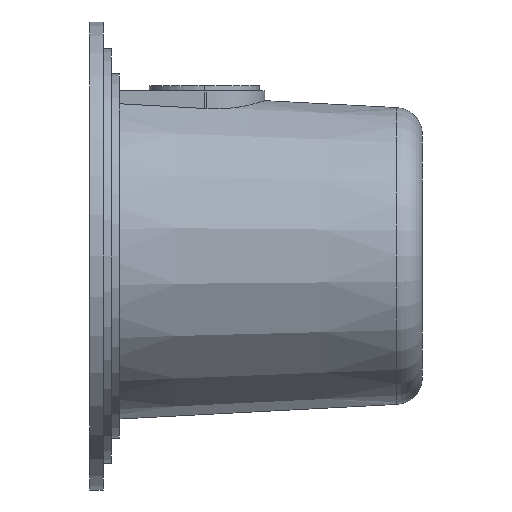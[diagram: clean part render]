
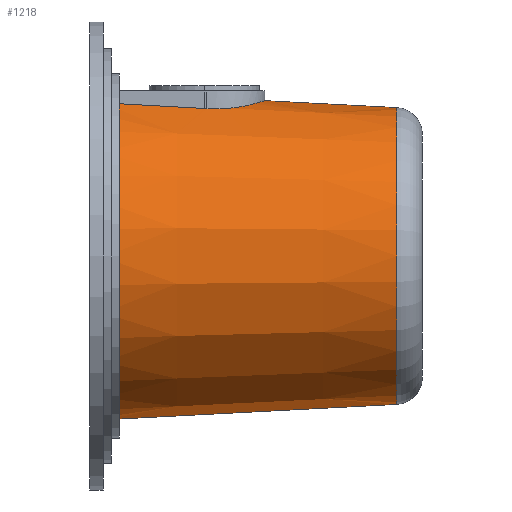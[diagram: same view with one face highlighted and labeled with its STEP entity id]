
A CAD part, left-side view. The second image highlights one B-rep face of the part: STEP entity #1218.
In plain terms, the highlighted conical face has half-angle 3 degrees and reference radius 60.549 mm.
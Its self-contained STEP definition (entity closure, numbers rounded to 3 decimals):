
#30 = AXIS2_PLACEMENT_3D ( 'NONE', #1861, #909, #2014 ) ;
#84 = CARTESIAN_POINT ( 'NONE',  ( -21.445, -24.935, 55.225 ) ) ;
#101 = CARTESIAN_POINT ( 'NONE',  ( -0.355, -59.807, 57.414 ) ) ;
#109 = CARTESIAN_POINT ( 'NONE',  ( -2.827, -59.632, 57.358 ) ) ;
#150 = CARTESIAN_POINT ( 'NONE',  ( -18.213, -49.712, 55.007 ) ) ;
#160 = CARTESIAN_POINT ( 'NONE',  ( -21.466, -38.348, 54.461 ) ) ;
#205 = CARTESIAN_POINT ( 'NONE',  ( -21.459, -37.718, 54.5 ) ) ;
#245 = DIRECTION ( 'NONE',  ( 0., 0.999, -0.052 ) ) ;
#255 = EDGE_LOOP ( 'NONE', ( #1546, #1380, #1194, #580, #494, #1557, #929 ) ) ;
#276 = CARTESIAN_POINT ( 'NONE',  ( -4.897, -59.254, 57.238 ) ) ;
#320 = CARTESIAN_POINT ( 'NONE',  ( -18.75, -48.804, 54.877 ) ) ;
#372 = EDGE_CURVE ( 'NONE', #1765, #1368, #1975, .T. ) ;
#374 = CARTESIAN_POINT ( 'NONE',  ( -21.466, -38.034, 54.479 ) ) ;
#415 = CARTESIAN_POINT ( 'NONE',  ( -21.445, 0., 56.624 ) ) ;
#435 = CARTESIAN_POINT ( 'NONE',  ( -6.926, -58.673, 57.059 ) ) ;
#478 = CARTESIAN_POINT ( 'NONE',  ( -19.547, -47.246, 54.685 ) ) ;
#494 = ORIENTED_EDGE ( 'NONE', *, *, #1026, .T. ) ;
#515 = LINE ( 'NONE', #1066, #1741 ) ;
#534 = CARTESIAN_POINT ( 'NONE',  ( -21.445, -37.402, 54.523 ) ) ;
#580 = ORIENTED_EDGE ( 'NONE', *, *, #372, .T. ) ;
#586 = CARTESIAN_POINT ( 'NONE',  ( -13.08, -55.379, 56.146 ) ) ;
#607 = CARTESIAN_POINT ( 'NONE',  ( -9.545, -57.622, 56.747 ) ) ;
#650 = CARTESIAN_POINT ( 'NONE',  ( -20.322, -45.297, 54.51 ) ) ;
#655 = CARTESIAN_POINT ( 'NONE',  ( 0., -108.523, -54.861 ) ) ;
#682 = CARTESIAN_POINT ( 'NONE',  ( 0., 0., 0. ) ) ;
#703 = CONICAL_SURFACE ( 'NONE', #879, 60.549, 0.052 ) ;
#723 = VECTOR ( 'NONE', #1853, 1000. ) ;
#747 = CARTESIAN_POINT ( 'NONE',  ( 0., 0., 0. ) ) ;
#750 = CARTESIAN_POINT ( 'NONE',  ( 0., 0., 60.549 ) ) ;
#778 = CARTESIAN_POINT ( 'NONE',  ( -12.515, -55.799, 56.252 ) ) ;
#798 = VERTEX_POINT ( 'NONE', #1615 ) ;
#812 = CARTESIAN_POINT ( 'NONE',  ( -14.166, -54.488, 55.93 ) ) ;
#823 = CARTESIAN_POINT ( 'NONE',  ( -20.726, -43.947, 54.433 ) ) ;
#847 = DIRECTION ( 'NONE',  ( 0., 0., -1. ) ) ;
#855 = VERTEX_POINT ( 'NONE', #655 ) ;
#879 = AXIS2_PLACEMENT_3D ( 'NONE', #682, #1482, #847 ) ;
#894 = VERTEX_POINT ( 'NONE', #1344 ) ;
#902 = CARTESIAN_POINT ( 'NONE',  ( 0., -59.807, 57.414 ) ) ;
#907 = DIRECTION ( 'NONE',  ( 0., 0., -1. ) ) ;
#909 = DIRECTION ( 'NONE',  ( 0., 1., 0. ) ) ;
#927 = CARTESIAN_POINT ( 'NONE',  ( -0.712, -59.798, 57.412 ) ) ;
#929 = ORIENTED_EDGE ( 'NONE', *, *, #1067, .F. ) ;
#971 = CARTESIAN_POINT ( 'NONE',  ( -16.159, -52.545, 55.499 ) ) ;
#978 = CARTESIAN_POINT ( 'NONE',  ( -20.978, -42.911, 54.395 ) ) ;
#995 = VERTEX_POINT ( 'NONE', #902 ) ;
#1009 = EDGE_CURVE ( 'NONE', #855, #2004, #1884, .T. ) ;
#1017 = EDGE_CURVE ( 'NONE', #2004, #995, #1155, .T. ) ;
#1026 = EDGE_CURVE ( 'NONE', #1368, #894, #1156, .T. ) ;
#1054 = EDGE_CURVE ( 'NONE', #894, #798, #1371, .T. ) ;
#1066 = CARTESIAN_POINT ( 'NONE',  ( 0., 0., -60.549 ) ) ;
#1067 = EDGE_CURVE ( 'NONE', #855, #798, #515, .T. ) ;
#1084 = CARTESIAN_POINT ( 'NONE',  ( 0., -59.807, 57.414 ) ) ;
#1090 = CARTESIAN_POINT ( 'NONE',  ( -1.774, -59.737, 57.392 ) ) ;
#1126 = CARTESIAN_POINT ( 'NONE',  ( -18.023, -50.011, 55.053 ) ) ;
#1128 = CARTESIAN_POINT ( 'NONE',  ( -21.445, -37.402, 54.523 ) ) ;
#1140 = EDGE_CURVE ( 'NONE', #995, #1765, #1715, .T. ) ;
#1141 = CARTESIAN_POINT ( 'NONE',  ( -21.466, -39.764, 54.382 ) ) ;
#1155 = LINE ( 'NONE', #750, #723 ) ;
#1156 = B_SPLINE_CURVE_WITH_KNOTS ( 'NONE', 3,
 ( #1695, #84, #1389, #415 ),
 .UNSPECIFIED., .F., .F.,
 ( 4, 4 ),
 ( 0.076, 0.113 ),
 .UNSPECIFIED. ) ;
#1194 = ORIENTED_EDGE ( 'NONE', *, *, #1140, .T. ) ;
#1218 = ADVANCED_FACE ( 'NONE', ( #1225 ), #703, .T. ) ;
#1225 = FACE_OUTER_BOUND ( 'NONE', #255, .T. ) ;
#1245 = CARTESIAN_POINT ( 'NONE',  ( -3.522, -59.529, 57.325 ) ) ;
#1286 = CARTESIAN_POINT ( 'NONE',  ( -18.576, -49.109, 54.919 ) ) ;
#1293 = AXIS2_PLACEMENT_3D ( 'NONE', #747, #1858, #907 ) ;
#1344 = CARTESIAN_POINT ( 'NONE',  ( -21.445, 0., 56.624 ) ) ;
#1368 = VERTEX_POINT ( 'NONE', #1128 ) ;
#1371 = CIRCLE ( 'NONE', #1293, 60.549 ) ;
#1380 = ORIENTED_EDGE ( 'NONE', *, *, #1017, .T. ) ;
#1389 = CARTESIAN_POINT ( 'NONE',  ( -21.445, -12.468, 55.925 ) ) ;
#1408 = CARTESIAN_POINT ( 'NONE',  ( -5.578, -59.083, 57.185 ) ) ;
#1437 = CARTESIAN_POINT ( 'NONE',  ( 0., -108.523, 54.861 ) ) ;
#1449 = CARTESIAN_POINT ( 'NONE',  ( -19.247, -47.878, 54.757 ) ) ;
#1482 = DIRECTION ( 'NONE',  ( 0., 1., 0. ) ) ;
#1506 = CARTESIAN_POINT ( 'NONE',  ( -21.466, -38.348, 54.461 ) ) ;
#1546 = ORIENTED_EDGE ( 'NONE', *, *, #1009, .T. ) ;
#1557 = ORIENTED_EDGE ( 'NONE', *, *, #1054, .T. ) ;
#1572 = CARTESIAN_POINT ( 'NONE',  ( -7.596, -58.432, 56.986 ) ) ;
#1612 = CARTESIAN_POINT ( 'NONE',  ( -20.084, -45.956, 54.562 ) ) ;
#1615 = CARTESIAN_POINT ( 'NONE',  ( 0., 0., -60.549 ) ) ;
#1695 = CARTESIAN_POINT ( 'NONE',  ( -21.445, -37.402, 54.523 ) ) ;
#1715 = B_SPLINE_CURVE_WITH_KNOTS ( 'NONE', 3,
 ( #1084, #101, #927, #2035, #1090, #109, #1245, #276, #1408, #435, #1572, #607, #1724, #778, #586, #812, #1920, #971, #2070, #1126, #150, #1286, #320, #1449, #478, #1612, #650, #1773, #823, #1926, #978, #2080, #1141, #160 ),
 .UNSPECIFIED., .F., .F.,
 ( 4, 2, 2, 2, 2, 2, 2, 2, 2, 2, 2, 2, 2, 2, 2, 2, 4 ),
 ( 0.035, 0.036, 0.037, 0.039, 0.041, 0.043, 0.047, 0.049, 0.052, 0.056, 0.057, 0.058, 0.06, 0.062, 0.063, 0.064, 0.068 ),
 .UNSPECIFIED. ) ;
#1724 = CARTESIAN_POINT ( 'NONE',  ( -10.774, -56.963, 56.559 ) ) ;
#1741 = VECTOR ( 'NONE', #245, 1000. ) ;
#1765 = VERTEX_POINT ( 'NONE', #1797 ) ;
#1773 = CARTESIAN_POINT ( 'NONE',  ( -20.631, -44.287, 54.451 ) ) ;
#1797 = CARTESIAN_POINT ( 'NONE',  ( -21.466, -38.348, 54.461 ) ) ;
#1853 = DIRECTION ( 'NONE',  ( 0., 0.999, 0.052 ) ) ;
#1858 = DIRECTION ( 'NONE',  ( 0., -1., 0. ) ) ;
#1861 = CARTESIAN_POINT ( 'NONE',  ( 0., -108.523, 0. ) ) ;
#1884 = CIRCLE ( 'NONE', #30, 54.861 ) ;
#1920 = CARTESIAN_POINT ( 'NONE',  ( -14.683, -54.019, 55.821 ) ) ;
#1926 = CARTESIAN_POINT ( 'NONE',  ( -20.9, -43.259, 54.406 ) ) ;
#1975 = B_SPLINE_CURVE_WITH_KNOTS ( 'NONE', 3,
 ( #1506, #374, #205, #534 ),
 .UNSPECIFIED., .F., .F.,
 ( 4, 4 ),
 ( 0.068, 0.069 ),
 .UNSPECIFIED. ) ;
#2004 = VERTEX_POINT ( 'NONE', #1437 ) ;
#2014 = DIRECTION ( 'NONE',  ( 0., 0., 1. ) ) ;
#2035 = CARTESIAN_POINT ( 'NONE',  ( -1.421, -59.763, 57.4 ) ) ;
#2070 = CARTESIAN_POINT ( 'NONE',  ( -17.044, -51.472, 55.29 ) ) ;
#2080 = CARTESIAN_POINT ( 'NONE',  ( -21.327, -41.169, 54.358 ) ) ;
